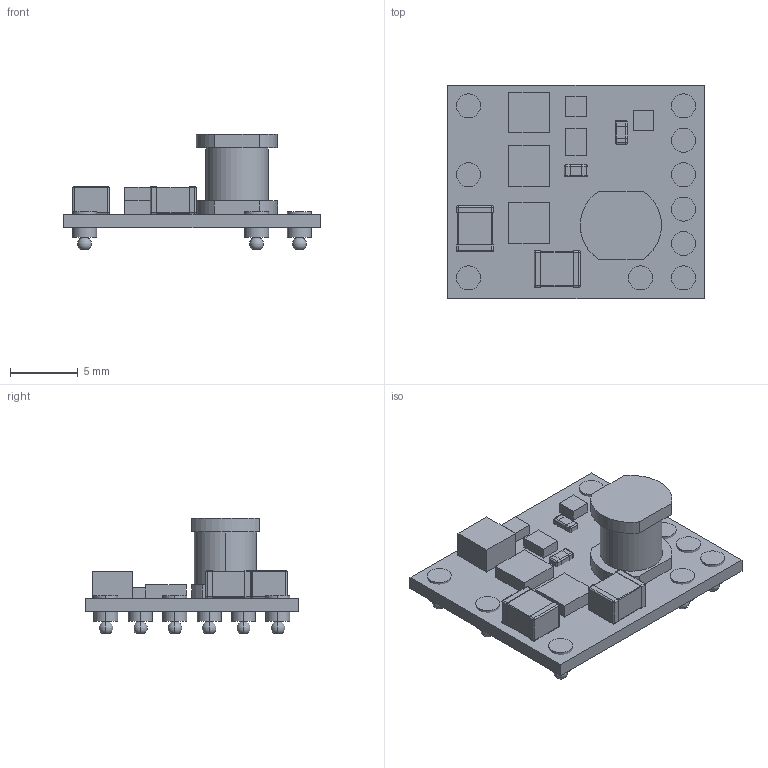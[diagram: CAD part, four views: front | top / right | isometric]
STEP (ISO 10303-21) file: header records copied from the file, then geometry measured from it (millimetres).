
FILE_DESCRIPTION((''),'2;1');
FILE_NAME('TEXAS_BCM (R-PDSS-T10).stp','2010-02-03T14:21:35',(''),(''),'Mechanical Desktop 2010','Mechanical Desktop 2010',', , ');
FILE_SCHEMA(('AUTOMOTIVE_DESIGN { 1 2 10303 214 1 1 1 1 }'));
Length unit declared in the file: millimetre
Products named in the file (1): Product
Bounding box: 18.92 x 15.75 x 8.5 mm (x, y, z)
Volume: 547.6 mm3; surface area: 1362.6 mm2
Topology: 42 solids, 42 shells, 322 faces, 670 edges, 400 vertices
Faces by surface type: plane 164, cylinder 106, sphere 52
Entity records: 8352 total; most frequent: DIRECTION 1576, CARTESIAN_POINT 1361, ORIENTED_EDGE 1276, EDGE_CURVE 638, AXIS2_PLACEMENT_3D 615, VERTEX_POINT 400, VECTOR 346, LINE 346
